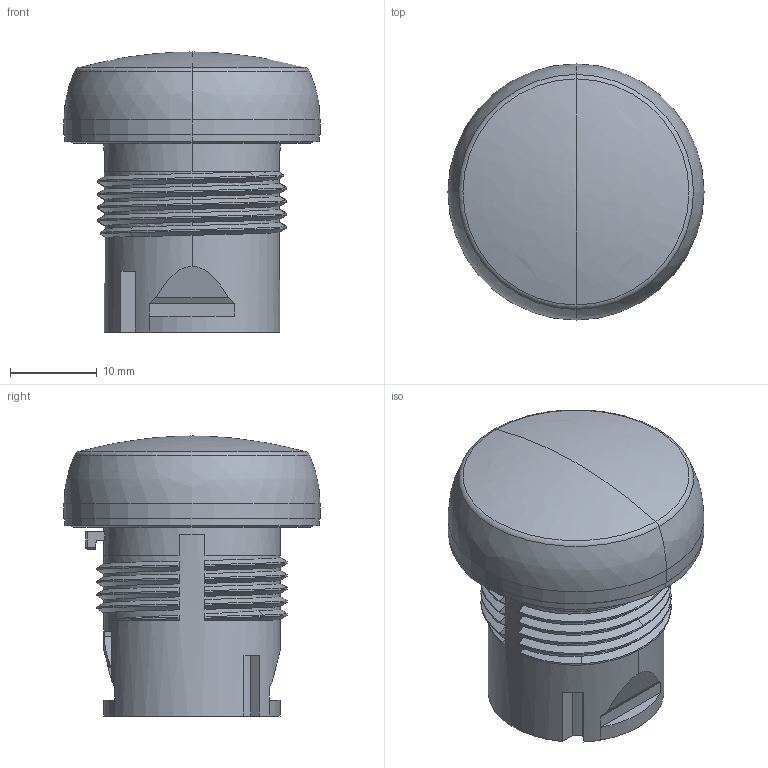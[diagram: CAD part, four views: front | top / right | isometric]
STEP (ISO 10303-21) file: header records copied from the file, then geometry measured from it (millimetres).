
FILE_DESCRIPTION((''),'2;1');
FILE_NAME('800F_P','2008-06-20T',('abschul1'),('Rockwell Automation'),'PRO/ENGINEER BY PARAMETRIC TECHNOLOGY CORPORATION, 2004320','PRO/ENGINEER BY PARAMETRIC TECHNOLOGY CORPORATION, 2004320','');
FILE_SCHEMA(('CONFIG_CONTROL_DESIGN'));
Length unit declared in the file: millimetre
Products named in the file (1): 800F_P
Bounding box: 29.6 x 29.6 x 32.37 mm (x, y, z)
Volume: 7749.3 mm3; surface area: 5281.4 mm2
Topology: 1 solids, 1 shells, 136 faces, 363 edges, 233 vertices
Faces by surface type: plane 66, bspline 42, cylinder 18, torus 4, cone 4, sphere 2
Entity records: 14556 total; most frequent: CARTESIAN_POINT 11435, ORIENTED_EDGE 722, DIRECTION 509, EDGE_CURVE 361, VERTEX_POINT 233, AXIS2_PLACEMENT_3D 172, VECTOR 165, LINE 165
